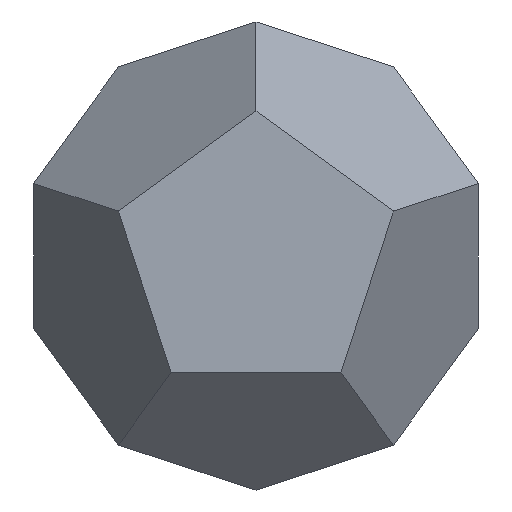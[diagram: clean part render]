
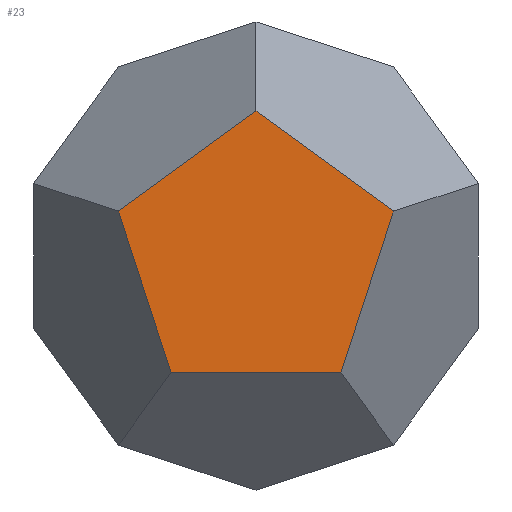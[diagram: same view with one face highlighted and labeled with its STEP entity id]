
A CAD part, top view. The second image highlights one B-rep face of the part: STEP entity #23.
In plain terms, the highlighted planar face has unit normal (0, 0, 1).
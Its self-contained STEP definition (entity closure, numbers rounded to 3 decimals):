
#2 = FACE_OUTER_BOUND ( 'NONE', #182, .T. ) ;
#22 = VERTEX_POINT ( 'NONE', #374 ) ;
#23 = ADVANCED_FACE ( 'NONE', ( #2 ), #74, .F. ) ;
#28 = CARTESIAN_POINT ( 'NONE',  ( 0., 30.353, 39.733 ) ) ;
#40 = DIRECTION ( 'NONE',  ( -1., 0., 0. ) ) ;
#50 = VECTOR ( 'NONE', #159, 1000. ) ;
#55 = VERTEX_POINT ( 'NONE', #189 ) ;
#61 = LINE ( 'NONE', #28, #128 ) ;
#69 = CARTESIAN_POINT ( 'NONE',  ( 0., 0., 39.733 ) ) ;
#70 = CARTESIAN_POINT ( 'NONE',  ( 0., 30.353, 39.733 ) ) ;
#73 = VECTOR ( 'NONE', #80, 1000. ) ;
#74 = PLANE ( 'NONE',  #158 ) ;
#77 = EDGE_CURVE ( 'NONE', #55, #22, #284, .T. ) ;
#80 = DIRECTION ( 'NONE',  ( 0.809, 0.588, 0. ) ) ;
#94 = DIRECTION ( 'NONE',  ( 0.809, -0.588, 0. ) ) ;
#103 = LINE ( 'NONE', #174, #73 ) ;
#106 = ORIENTED_EDGE ( 'NONE', *, *, #144, .T. ) ;
#108 = ORIENTED_EDGE ( 'NONE', *, *, #218, .F. ) ;
#109 = DIRECTION ( 'NONE',  ( -0.309, -0.951, 0. ) ) ;
#122 = CARTESIAN_POINT ( 'NONE',  ( 28.868, 9.38, 39.733 ) ) ;
#123 = DIRECTION ( 'NONE',  ( 0., 0., -1. ) ) ;
#128 = VECTOR ( 'NONE', #94, 1000. ) ;
#142 = VERTEX_POINT ( 'NONE', #70 ) ;
#144 = EDGE_CURVE ( 'NONE', #22, #300, #186, .T. ) ;
#158 = AXIS2_PLACEMENT_3D ( 'NONE', #69, #123, #40 ) ;
#159 = DIRECTION ( 'NONE',  ( 0.309, -0.951, 0. ) ) ;
#174 = CARTESIAN_POINT ( 'NONE',  ( -28.868, 9.38, 39.733 ) ) ;
#175 = ORIENTED_EDGE ( 'NONE', *, *, #258, .F. ) ;
#182 = EDGE_LOOP ( 'NONE', ( #106, #382, #108, #175, #386 ) ) ;
#186 = LINE ( 'NONE', #273, #310 ) ;
#189 = CARTESIAN_POINT ( 'NONE',  ( -28.868, 9.38, 39.733 ) ) ;
#194 = VECTOR ( 'NONE', #109, 1000. ) ;
#207 = LINE ( 'NONE', #362, #194 ) ;
#218 = EDGE_CURVE ( 'NONE', #142, #225, #61, .T. ) ;
#225 = VERTEX_POINT ( 'NONE', #122 ) ;
#250 = DIRECTION ( 'NONE',  ( 1., 0., 0. ) ) ;
#258 = EDGE_CURVE ( 'NONE', #55, #142, #103, .T. ) ;
#260 = CARTESIAN_POINT ( 'NONE',  ( 17.841, -24.556, 39.733 ) ) ;
#273 = CARTESIAN_POINT ( 'NONE',  ( -17.841, -24.556, 39.733 ) ) ;
#284 = LINE ( 'NONE', #285, #50 ) ;
#285 = CARTESIAN_POINT ( 'NONE',  ( -28.868, 9.38, 39.733 ) ) ;
#300 = VERTEX_POINT ( 'NONE', #260 ) ;
#310 = VECTOR ( 'NONE', #250, 1000. ) ;
#350 = EDGE_CURVE ( 'NONE', #225, #300, #207, .T. ) ;
#362 = CARTESIAN_POINT ( 'NONE',  ( 28.868, 9.38, 39.733 ) ) ;
#374 = CARTESIAN_POINT ( 'NONE',  ( -17.841, -24.556, 39.733 ) ) ;
#382 = ORIENTED_EDGE ( 'NONE', *, *, #350, .F. ) ;
#386 = ORIENTED_EDGE ( 'NONE', *, *, #77, .T. ) ;
